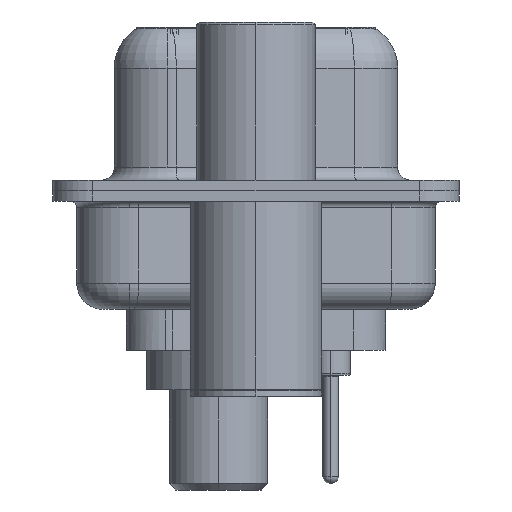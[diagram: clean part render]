
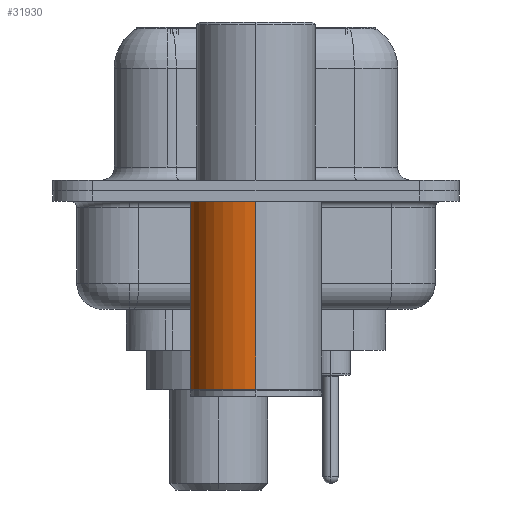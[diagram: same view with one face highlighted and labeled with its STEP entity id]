
A CAD part, left-side view. The second image highlights one B-rep face of the part: STEP entity #31930.
In plain terms, the highlighted cylindrical face has radius 2.5 mm (diameter 5 mm), a partial arc.
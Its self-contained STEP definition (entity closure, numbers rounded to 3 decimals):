
#1287 = CARTESIAN_POINT ( 'NONE',  ( 0., 0., -7.525 ) ) ;
#2541 = CARTESIAN_POINT ( 'NONE',  ( 2.5, 0., -7.525 ) ) ;
#3913 = EDGE_CURVE ( 'NONE', #13245, #30535, #11574, .T. ) ;
#3962 = CARTESIAN_POINT ( 'NONE',  ( 2.5, 0., -0.4 ) ) ;
#4212 = DIRECTION ( 'NONE',  ( 0., 0., 1. ) ) ;
#6286 = AXIS2_PLACEMENT_3D ( 'NONE', #1287, #22281, #12120 ) ;
#8446 = CARTESIAN_POINT ( 'NONE',  ( -2.5, 0., 0.581 ) ) ;
#8848 = LINE ( 'NONE', #8446, #26540 ) ;
#9233 = AXIS2_PLACEMENT_3D ( 'NONE', #14455, #19839, #14570 ) ;
#11574 = CIRCLE ( 'NONE', #9233, 2.5 ) ;
#11932 = EDGE_CURVE ( 'NONE', #13371, #13245, #23986, .T. ) ;
#12120 = DIRECTION ( 'NONE',  ( 1., 0., 0. ) ) ;
#13191 = ORIENTED_EDGE ( 'NONE', *, *, #11932, .F. ) ;
#13245 = VERTEX_POINT ( 'NONE', #3962 ) ;
#13371 = VERTEX_POINT ( 'NONE', #2541 ) ;
#13577 = CARTESIAN_POINT ( 'NONE',  ( -2.5, 0., -0.4 ) ) ;
#13776 = DIRECTION ( 'NONE',  ( 0., 0., 1. ) ) ;
#13931 = CYLINDRICAL_SURFACE ( 'NONE', #32110, 2.5 ) ;
#14455 = CARTESIAN_POINT ( 'NONE',  ( 0., 0., -0.4 ) ) ;
#14570 = DIRECTION ( 'NONE',  ( 1., 0., 0. ) ) ;
#14776 = CIRCLE ( 'NONE', #6286, 2.5 ) ;
#16643 = VECTOR ( 'NONE', #32904, 1000. ) ;
#17348 = CARTESIAN_POINT ( 'NONE',  ( 0., 0., 0.581 ) ) ;
#18019 = EDGE_CURVE ( 'NONE', #28729, #30535, #8848, .T. ) ;
#19839 = DIRECTION ( 'NONE',  ( 0., 0., 1. ) ) ;
#21108 = ORIENTED_EDGE ( 'NONE', *, *, #18019, .T. ) ;
#22165 = EDGE_LOOP ( 'NONE', ( #23551, #21108, #24789, #13191 ) ) ;
#22281 = DIRECTION ( 'NONE',  ( 0., 0., 1. ) ) ;
#23551 = ORIENTED_EDGE ( 'NONE', *, *, #31208, .T. ) ;
#23986 = LINE ( 'NONE', #25137, #16643 ) ;
#24789 = ORIENTED_EDGE ( 'NONE', *, *, #3913, .F. ) ;
#25137 = CARTESIAN_POINT ( 'NONE',  ( 2.5, 0., 0.581 ) ) ;
#25770 = FACE_OUTER_BOUND ( 'NONE', #22165, .T. ) ;
#26540 = VECTOR ( 'NONE', #13776, 1000. ) ;
#28729 = VERTEX_POINT ( 'NONE', #33802 ) ;
#30070 = DIRECTION ( 'NONE',  ( 1., 0., 0. ) ) ;
#30535 = VERTEX_POINT ( 'NONE', #13577 ) ;
#31208 = EDGE_CURVE ( 'NONE', #13371, #28729, #14776, .T. ) ;
#31930 = ADVANCED_FACE ( 'NONE', ( #25770 ), #13931, .T. ) ;
#32110 = AXIS2_PLACEMENT_3D ( 'NONE', #17348, #4212, #30070 ) ;
#32904 = DIRECTION ( 'NONE',  ( 0., 0., 1. ) ) ;
#33802 = CARTESIAN_POINT ( 'NONE',  ( -2.5, 0., -7.525 ) ) ;
